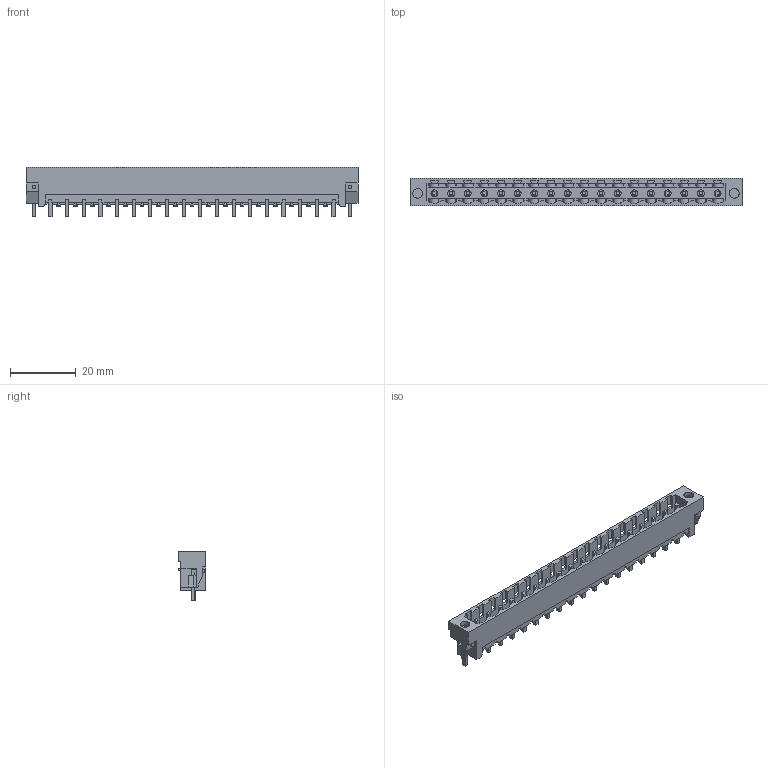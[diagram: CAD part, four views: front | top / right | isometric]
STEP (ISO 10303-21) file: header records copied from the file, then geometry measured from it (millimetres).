
FILE_DESCRIPTION(('CATIA V5 STEP Exchange','CAx-IF Rec.Pracs.--- Model Styling and Organization---1.2---2011-12-15'),'2;1');
FILE_NAME ('D1457056_0_1838600000_1838600000.stp','2018-03-31T11:59:54+00:00',('none'),('Weidmueller'),'CATIA Version 5-6 Release 2014','CATIA V5 STEP AP214','none');
FILE_SCHEMA(('AUTOMOTIVE_DESIGN { 1 0 10303 214 1 1 1 1 }'));
Length unit declared in the file: millimetre
Products named in the file (1): 1838600000
Bounding box: 101.24 x 8.43 x 15.2 mm (x, y, z)
Volume: 3675.6 mm3; surface area: 8622.7 mm2
Topology: 21 solids, 21 shells, 1128 faces, 3582 edges, 2460 vertices
Faces by surface type: plane 933, cylinder 177, extrusion 18
Entity records: 41260 total; most frequent: CARTESIAN_POINT 8845, ORIENTED_EDGE 7164, DIRECTION 5509, EDGE_CURVE 3582, VECTOR 2930, LINE 2912, VERTEX_POINT 2460, AXIS2_PLACEMENT_3D 1469
